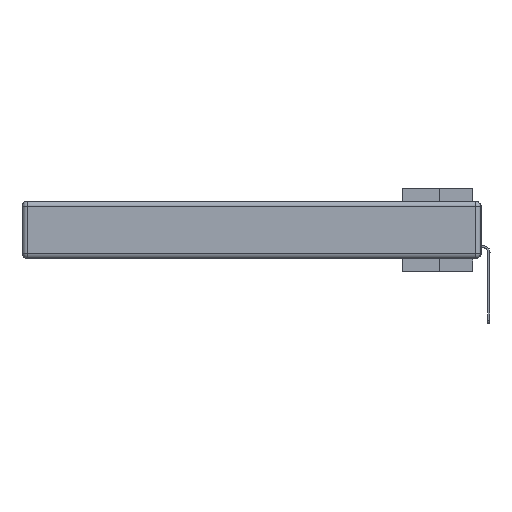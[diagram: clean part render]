
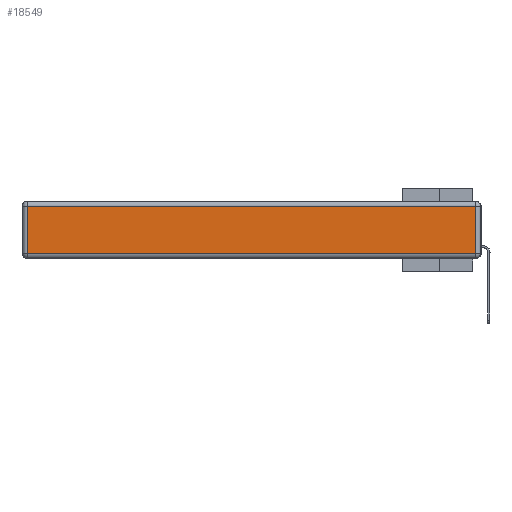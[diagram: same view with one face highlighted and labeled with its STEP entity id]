
A CAD part, left-side view. The second image highlights one B-rep face of the part: STEP entity #18549.
In plain terms, the highlighted planar face has unit normal (-1, 0, 0).
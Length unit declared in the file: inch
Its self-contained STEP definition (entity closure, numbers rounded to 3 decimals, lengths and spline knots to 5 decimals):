
#223 = VECTOR ( 'NONE', #20472, 39.37008 ) ;
#438 = PLANE ( 'NONE',  #25325 ) ;
#758 = EDGE_CURVE ( 'NONE', #4246, #10286, #28410, .T. ) ;
#2265 = LINE ( 'NONE', #27970, #223 ) ;
#3874 = CARTESIAN_POINT ( 'NONE',  ( 0., 0.03, -0.343 ) ) ;
#4207 = EDGE_LOOP ( 'NONE', ( #32685, #7541, #17775, #17700 ) ) ;
#4246 = VERTEX_POINT ( 'NONE', #23611 ) ;
#4284 = DIRECTION ( 'NONE',  ( 0., 0., -1. ) ) ;
#4874 = CARTESIAN_POINT ( 'NONE',  ( 0., 0., -0.313 ) ) ;
#6785 = LINE ( 'NONE', #16986, #31161 ) ;
#7541 = ORIENTED_EDGE ( 'NONE', *, *, #20812, .T. ) ;
#8129 = CARTESIAN_POINT ( 'NONE',  ( 0., 0., -0.343 ) ) ;
#9599 = DIRECTION ( 'NONE',  ( -1., 0., 0. ) ) ;
#9835 = VERTEX_POINT ( 'NONE', #12976 ) ;
#10286 = VERTEX_POINT ( 'NONE', #13095 ) ;
#12976 = CARTESIAN_POINT ( 'NONE',  ( 0., 2.72, -0.03 ) ) ;
#13095 = CARTESIAN_POINT ( 'NONE',  ( 0., 0.03, -0.313 ) ) ;
#14537 = DIRECTION ( 'NONE',  ( 0., 0., 1. ) ) ;
#16286 = EDGE_CURVE ( 'NONE', #9835, #4246, #6785, .T. ) ;
#16354 = EDGE_CURVE ( 'NONE', #27262, #9835, #2265, .T. ) ;
#16986 = CARTESIAN_POINT ( 'NONE',  ( 0., 2.72, -0.343 ) ) ;
#17473 = VECTOR ( 'NONE', #14537, 39.37008 ) ;
#17700 = ORIENTED_EDGE ( 'NONE', *, *, #16286, .T. ) ;
#17775 = ORIENTED_EDGE ( 'NONE', *, *, #16354, .T. ) ;
#18074 = DIRECTION ( 'NONE',  ( 0., -1., 0. ) ) ;
#18549 = ADVANCED_FACE ( 'NONE', ( #23326 ), #438, .T. ) ;
#20472 = DIRECTION ( 'NONE',  ( 0., 1., 0. ) ) ;
#20812 = EDGE_CURVE ( 'NONE', #10286, #27262, #31598, .T. ) ;
#21801 = DIRECTION ( 'NONE',  ( 0., 0., 1. ) ) ;
#23326 = FACE_OUTER_BOUND ( 'NONE', #4207, .T. ) ;
#23344 = VECTOR ( 'NONE', #18074, 39.37008 ) ;
#23611 = CARTESIAN_POINT ( 'NONE',  ( 0., 2.72, -0.313 ) ) ;
#25325 = AXIS2_PLACEMENT_3D ( 'NONE', #8129, #9599, #21801 ) ;
#27262 = VERTEX_POINT ( 'NONE', #29040 ) ;
#27970 = CARTESIAN_POINT ( 'NONE',  ( 0., 2.75, -0.03 ) ) ;
#28410 = LINE ( 'NONE', #4874, #23344 ) ;
#29040 = CARTESIAN_POINT ( 'NONE',  ( 0., 0.03, -0.03 ) ) ;
#31161 = VECTOR ( 'NONE', #4284, 39.37008 ) ;
#31598 = LINE ( 'NONE', #3874, #17473 ) ;
#32685 = ORIENTED_EDGE ( 'NONE', *, *, #758, .T. ) ;
